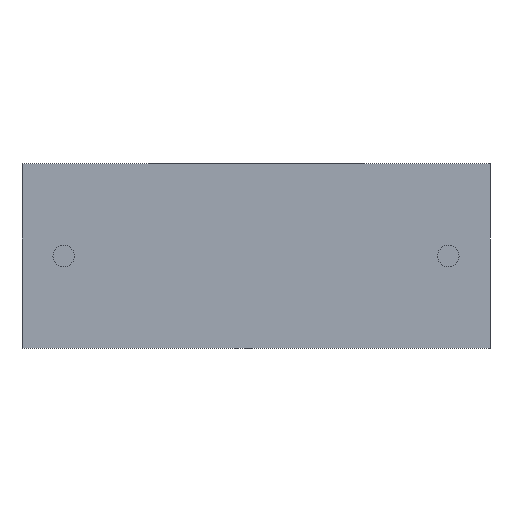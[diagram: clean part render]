
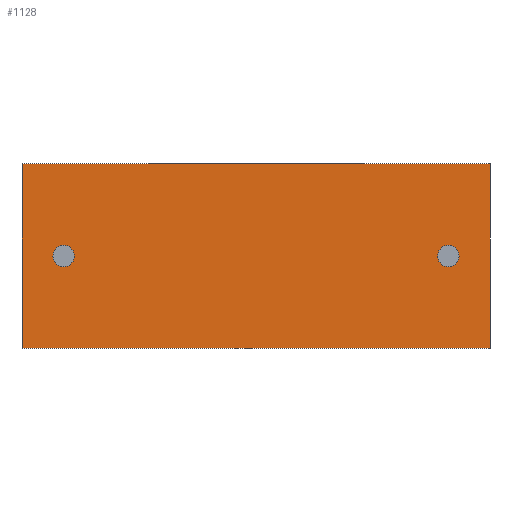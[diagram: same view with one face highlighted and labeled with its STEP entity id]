
A CAD part, front view. The second image highlights one B-rep face of the part: STEP entity #1128.
In plain terms, the highlighted planar face has unit normal (0, -1, 0).
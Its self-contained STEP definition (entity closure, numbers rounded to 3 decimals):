
#24 = EDGE_CURVE ( 'NONE', #381, #2123, #2057, .T. ) ;
#30 = DIRECTION ( 'NONE',  ( 0., 0., -1. ) ) ;
#43 = EDGE_CURVE ( 'NONE', #1251, #173, #904, .T. ) ;
#75 = CARTESIAN_POINT ( 'NONE',  ( 0., 0., 0. ) ) ;
#129 = ORIENTED_EDGE ( 'NONE', *, *, #1370, .F. ) ;
#141 = DIRECTION ( 'NONE',  ( 0., -1., 0. ) ) ;
#173 = VERTEX_POINT ( 'NONE', #1603 ) ;
#177 = EDGE_CURVE ( 'NONE', #2062, #2399, #492, .T. ) ;
#194 = EDGE_CURVE ( 'NONE', #1790, #321, #300, .T. ) ;
#217 = EDGE_LOOP ( 'NONE', ( #1962, #2271 ) ) ;
#243 = CARTESIAN_POINT ( 'NONE',  ( 0., 0., 7.3 ) ) ;
#258 = ORIENTED_EDGE ( 'NONE', *, *, #194, .F. ) ;
#300 = CIRCLE ( 'NONE', #1372, 0.425 ) ;
#321 = VERTEX_POINT ( 'NONE', #2035 ) ;
#381 = VERTEX_POINT ( 'NONE', #1293 ) ;
#440 = FACE_BOUND ( 'NONE', #1891, .T. ) ;
#472 = EDGE_CURVE ( 'NONE', #2399, #173, #1426, .T. ) ;
#492 = LINE ( 'NONE', #243, #1931 ) ;
#516 = DIRECTION ( 'NONE',  ( 0., 1., 0. ) ) ;
#672 = DIRECTION ( 'NONE',  ( 1., 0., 0. ) ) ;
#715 = CARTESIAN_POINT ( 'NONE',  ( 1.65, 0., 3.65 ) ) ;
#839 = EDGE_LOOP ( 'NONE', ( #2336, #1866, #1839, #2281 ) ) ;
#891 = CARTESIAN_POINT ( 'NONE',  ( 16.85, 0., 3.65 ) ) ;
#904 = LINE ( 'NONE', #2290, #2115 ) ;
#920 = AXIS2_PLACEMENT_3D ( 'NONE', #2083, #2104, #1715 ) ;
#992 = CARTESIAN_POINT ( 'NONE',  ( 18.5, 0., 7.3 ) ) ;
#1011 = DIRECTION ( 'NONE',  ( 1., 0., 0. ) ) ;
#1025 = PLANE ( 'NONE',  #2250 ) ;
#1097 = CARTESIAN_POINT ( 'NONE',  ( 0., 0., 7.3 ) ) ;
#1128 = ADVANCED_FACE ( 'NONE', ( #2432, #2393, #440 ), #1025, .F. ) ;
#1130 = DIRECTION ( 'NONE',  ( 0., 0., 1. ) ) ;
#1147 = EDGE_CURVE ( 'NONE', #2062, #1251, #1678, .T. ) ;
#1251 = VERTEX_POINT ( 'NONE', #75 ) ;
#1256 = CARTESIAN_POINT ( 'NONE',  ( 1.65, 0., 4.075 ) ) ;
#1274 = CARTESIAN_POINT ( 'NONE',  ( 18.5, 0., 7.3 ) ) ;
#1293 = CARTESIAN_POINT ( 'NONE',  ( 16.85, 0., 3.225 ) ) ;
#1370 = EDGE_CURVE ( 'NONE', #321, #1790, #2272, .T. ) ;
#1372 = AXIS2_PLACEMENT_3D ( 'NONE', #715, #2211, #1850 ) ;
#1380 = VECTOR ( 'NONE', #2390, 1000. ) ;
#1426 = LINE ( 'NONE', #992, #2379 ) ;
#1434 = DIRECTION ( 'NONE',  ( 0., 0., 1. ) ) ;
#1492 = CARTESIAN_POINT ( 'NONE',  ( 16.85, 0., 4.075 ) ) ;
#1603 = CARTESIAN_POINT ( 'NONE',  ( 18.5, 0., 0. ) ) ;
#1678 = LINE ( 'NONE', #2208, #1380 ) ;
#1683 = AXIS2_PLACEMENT_3D ( 'NONE', #1684, #141, #1130 ) ;
#1684 = CARTESIAN_POINT ( 'NONE',  ( 1.65, 0., 3.65 ) ) ;
#1715 = DIRECTION ( 'NONE',  ( 0., 0., -1. ) ) ;
#1790 = VERTEX_POINT ( 'NONE', #1256 ) ;
#1839 = ORIENTED_EDGE ( 'NONE', *, *, #177, .F. ) ;
#1850 = DIRECTION ( 'NONE',  ( 0., 0., 1. ) ) ;
#1866 = ORIENTED_EDGE ( 'NONE', *, *, #472, .F. ) ;
#1891 = EDGE_LOOP ( 'NONE', ( #258, #129 ) ) ;
#1931 = VECTOR ( 'NONE', #672, 1000. ) ;
#1962 = ORIENTED_EDGE ( 'NONE', *, *, #2011, .T. ) ;
#2011 = EDGE_CURVE ( 'NONE', #2123, #381, #2078, .T. ) ;
#2026 = AXIS2_PLACEMENT_3D ( 'NONE', #891, #2194, #2212 ) ;
#2035 = CARTESIAN_POINT ( 'NONE',  ( 1.65, 0., 3.225 ) ) ;
#2057 = CIRCLE ( 'NONE', #920, 0.425 ) ;
#2062 = VERTEX_POINT ( 'NONE', #2221 ) ;
#2078 = CIRCLE ( 'NONE', #2026, 0.425 ) ;
#2083 = CARTESIAN_POINT ( 'NONE',  ( 16.85, 0., 3.65 ) ) ;
#2104 = DIRECTION ( 'NONE',  ( 0., 1., 0. ) ) ;
#2115 = VECTOR ( 'NONE', #1011, 1000. ) ;
#2123 = VERTEX_POINT ( 'NONE', #1492 ) ;
#2194 = DIRECTION ( 'NONE',  ( 0., 1., 0. ) ) ;
#2208 = CARTESIAN_POINT ( 'NONE',  ( 0., 0., 7.3 ) ) ;
#2211 = DIRECTION ( 'NONE',  ( 0., -1., 0. ) ) ;
#2212 = DIRECTION ( 'NONE',  ( 0., 0., -1. ) ) ;
#2221 = CARTESIAN_POINT ( 'NONE',  ( 0., 0., 7.3 ) ) ;
#2250 = AXIS2_PLACEMENT_3D ( 'NONE', #1097, #516, #1434 ) ;
#2271 = ORIENTED_EDGE ( 'NONE', *, *, #24, .T. ) ;
#2272 = CIRCLE ( 'NONE', #1683, 0.425 ) ;
#2281 = ORIENTED_EDGE ( 'NONE', *, *, #1147, .T. ) ;
#2290 = CARTESIAN_POINT ( 'NONE',  ( 0., 0., 0. ) ) ;
#2336 = ORIENTED_EDGE ( 'NONE', *, *, #43, .T. ) ;
#2379 = VECTOR ( 'NONE', #30, 1000. ) ;
#2390 = DIRECTION ( 'NONE',  ( 0., 0., -1. ) ) ;
#2393 = FACE_OUTER_BOUND ( 'NONE', #839, .T. ) ;
#2399 = VERTEX_POINT ( 'NONE', #1274 ) ;
#2432 = FACE_BOUND ( 'NONE', #217, .T. ) ;
